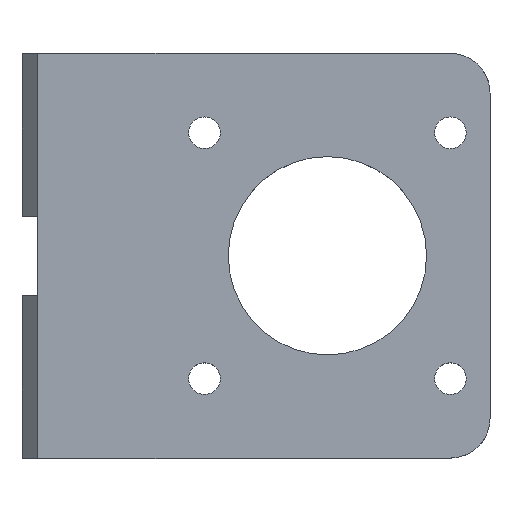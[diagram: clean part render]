
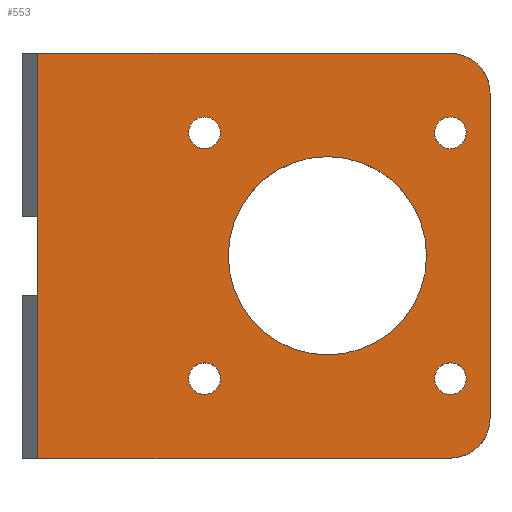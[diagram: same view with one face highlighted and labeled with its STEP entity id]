
A CAD part, top view. The second image highlights one B-rep face of the part: STEP entity #553.
In plain terms, the highlighted face is planar.
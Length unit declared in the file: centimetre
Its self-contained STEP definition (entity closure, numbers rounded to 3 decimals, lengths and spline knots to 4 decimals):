
#26=FACE_BOUND('',#108,.T.);
#27=FACE_BOUND('',#109,.T.);
#28=FACE_BOUND('',#110,.T.);
#29=FACE_BOUND('',#111,.T.);
#30=FACE_BOUND('',#112,.T.);
#49=PLANE('',#596);
#72=FACE_OUTER_BOUND('',#107,.T.);
#107=EDGE_LOOP('',(#451,#452,#453,#454,#455,#456));
#108=EDGE_LOOP('',(#457));
#109=EDGE_LOOP('',(#458));
#110=EDGE_LOOP('',(#459));
#111=EDGE_LOOP('',(#460));
#112=EDGE_LOOP('',(#461));
#160=LINE('',#842,#212);
#169=LINE('',#860,#221);
#170=LINE('',#863,#222);
#177=LINE('',#876,#229);
#212=VECTOR('',#681,4.1);
#221=VECTOR('',#694,5.2);
#222=VECTOR('',#697,5.2);
#229=VECTOR('',#706,5.1);
#248=CIRCLE('',#576,0.5);
#256=CIRCLE('',#590,0.5);
#257=CIRCLE('',#597,0.2);
#258=CIRCLE('',#598,0.2);
#259=CIRCLE('',#599,0.2);
#260=CIRCLE('',#600,0.2);
#261=CIRCLE('',#601,1.25);
#266=VERTEX_POINT('',#787);
#267=VERTEX_POINT('',#788);
#285=VERTEX_POINT('',#831);
#286=VERTEX_POINT('',#833);
#294=VERTEX_POINT('',#858);
#295=VERTEX_POINT('',#862);
#301=VERTEX_POINT('',#877);
#302=VERTEX_POINT('',#879);
#303=VERTEX_POINT('',#881);
#304=VERTEX_POINT('',#883);
#305=VERTEX_POINT('',#885);
#318=EDGE_CURVE('',#266,#267,#248,.T.);
#340=EDGE_CURVE('',#285,#286,#256,.T.);
#345=EDGE_CURVE('',#286,#266,#160,.T.);
#354=EDGE_CURVE('',#294,#285,#169,.T.);
#355=EDGE_CURVE('',#267,#295,#170,.T.);
#362=EDGE_CURVE('',#295,#294,#177,.T.);
#363=EDGE_CURVE('',#301,#301,#257,.T.);
#364=EDGE_CURVE('',#302,#302,#258,.T.);
#365=EDGE_CURVE('',#303,#303,#259,.T.);
#366=EDGE_CURVE('',#304,#304,#260,.T.);
#367=EDGE_CURVE('',#305,#305,#261,.T.);
#451=ORIENTED_EDGE('',*,*,#318,.F.);
#452=ORIENTED_EDGE('',*,*,#345,.F.);
#453=ORIENTED_EDGE('',*,*,#340,.F.);
#454=ORIENTED_EDGE('',*,*,#354,.F.);
#455=ORIENTED_EDGE('',*,*,#362,.F.);
#456=ORIENTED_EDGE('',*,*,#355,.F.);
#457=ORIENTED_EDGE('',*,*,#363,.T.);
#458=ORIENTED_EDGE('',*,*,#364,.T.);
#459=ORIENTED_EDGE('',*,*,#365,.T.);
#460=ORIENTED_EDGE('',*,*,#366,.T.);
#461=ORIENTED_EDGE('',*,*,#367,.F.);
#553=ADVANCED_FACE('',(#72,#26,#27,#28,#29,#30),#49,.T.);
#576=AXIS2_PLACEMENT_3D('',#789,#631,#632);
#590=AXIS2_PLACEMENT_3D('',#834,#671,#672);
#596=AXIS2_PLACEMENT_3D('',#875,#704,#705);
#597=AXIS2_PLACEMENT_3D('',#878,#707,#708);
#598=AXIS2_PLACEMENT_3D('',#880,#709,#710);
#599=AXIS2_PLACEMENT_3D('',#882,#711,#712);
#600=AXIS2_PLACEMENT_3D('',#884,#713,#714);
#601=AXIS2_PLACEMENT_3D('',#886,#715,#716);
#631=DIRECTION('center_axis',(-1.,0.,0.));
#632=DIRECTION('ref_axis',(0.,-0.707,-0.707));
#671=DIRECTION('center_axis',(-1.,0.,0.));
#672=DIRECTION('ref_axis',(0.,0.707,-0.707));
#681=DIRECTION('',(0.,-1.,0.));
#694=DIRECTION('',(0.,0.,-1.));
#697=DIRECTION('',(0.,0.,1.));
#704=DIRECTION('center_axis',(1.,0.,0.));
#705=DIRECTION('ref_axis',(0.,0.,-1.));
#706=DIRECTION('',(0.,1.,0.));
#707=DIRECTION('center_axis',(-1.,0.,0.));
#708=DIRECTION('ref_axis',(0.,0.,-1.));
#709=DIRECTION('center_axis',(-1.,0.,0.));
#710=DIRECTION('ref_axis',(0.,0.,-1.));
#711=DIRECTION('center_axis',(-1.,0.,0.));
#712=DIRECTION('ref_axis',(0.,0.,-1.));
#713=DIRECTION('center_axis',(-1.,0.,0.));
#714=DIRECTION('ref_axis',(0.,0.,-1.));
#715=DIRECTION('center_axis',(1.,0.,0.));
#716=DIRECTION('ref_axis',(0.,0.,-1.));
#787=CARTESIAN_POINT('',(6.6,-9.75,-5.8));
#788=CARTESIAN_POINT('',(6.6,-10.25,-5.3));
#789=CARTESIAN_POINT('Origin',(6.6,-9.75,-5.3));
#831=CARTESIAN_POINT('',(6.6,-5.15,-5.3));
#833=CARTESIAN_POINT('',(6.6,-5.65,-5.8));
#834=CARTESIAN_POINT('Origin',(6.6,-5.65,-5.3));
#842=CARTESIAN_POINT('',(6.6,-8.85,-5.8));
#858=CARTESIAN_POINT('',(6.6,-5.15,-0.1));
#860=CARTESIAN_POINT('',(6.6,-5.15,-0.1));
#862=CARTESIAN_POINT('',(6.6,-10.25,-0.1));
#863=CARTESIAN_POINT('',(6.6,-10.25,-5.8));
#875=CARTESIAN_POINT('Origin',(6.6,-7.7,0.4));
#876=CARTESIAN_POINT('',(6.6,-7.475,-0.1));
#877=CARTESIAN_POINT('',(6.6,-9.25,-2.));
#878=CARTESIAN_POINT('Origin',(6.6,-9.25,-2.2));
#879=CARTESIAN_POINT('',(6.6,-9.25,-5.1));
#880=CARTESIAN_POINT('Origin',(6.6,-9.25,-5.3));
#881=CARTESIAN_POINT('',(6.6,-6.15,-5.1));
#882=CARTESIAN_POINT('Origin',(6.6,-6.15,-5.3));
#883=CARTESIAN_POINT('',(6.6,-6.15,-2.));
#884=CARTESIAN_POINT('Origin',(6.6,-6.15,-2.2));
#885=CARTESIAN_POINT('',(6.6,-7.7,-5.));
#886=CARTESIAN_POINT('Origin',(6.6,-7.7,-3.75));
